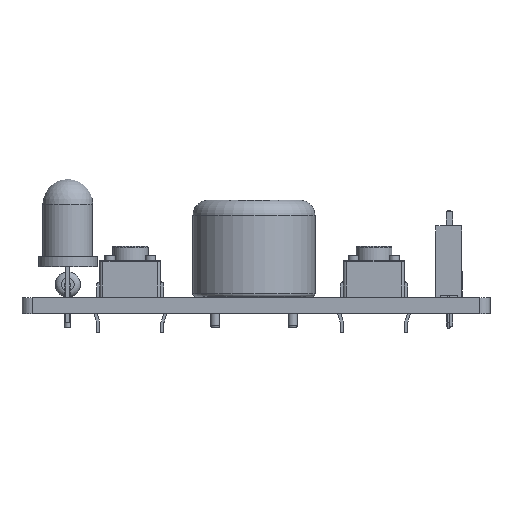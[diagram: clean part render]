
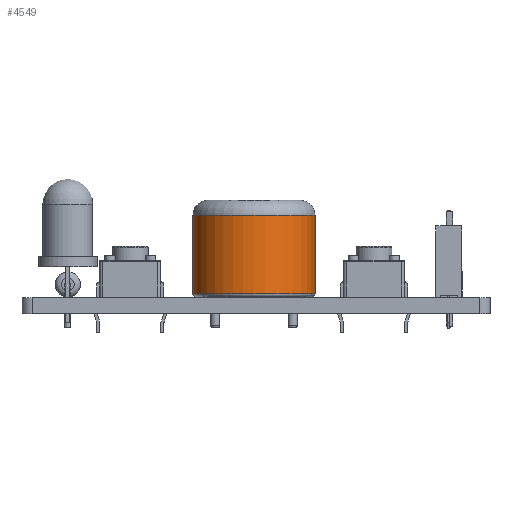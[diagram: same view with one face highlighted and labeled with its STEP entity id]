
A CAD part, left-side view. The second image highlights one B-rep face of the part: STEP entity #4549.
In plain terms, the highlighted cylindrical face has radius 6 mm (diameter 12 mm), a full revolution.
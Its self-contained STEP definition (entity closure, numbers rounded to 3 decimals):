
#4549 = ADVANCED_FACE('',(#4550),#4577,.T.);
#4550 = FACE_BOUND('',#4551,.T.);
#4551 = EDGE_LOOP('',(#4552,#4561,#4569,#4576));
#4552 = ORIENTED_EDGE('',*,*,#4553,.T.);
#4553 = EDGE_CURVE('',#4554,#4554,#4556,.T.);
#4554 = VERTEX_POINT('',#4555);
#4555 = CARTESIAN_POINT('',(9.8,0.,0.33));
#4556 = CIRCLE('',#4557,6.);
#4557 = AXIS2_PLACEMENT_3D('',#4558,#4559,#4560);
#4558 = CARTESIAN_POINT('',(3.8,0.,0.33));
#4559 = DIRECTION('',(0.,0.,1.));
#4560 = DIRECTION('',(1.,0.,0.));
#4561 = ORIENTED_EDGE('',*,*,#4562,.T.);
#4562 = EDGE_CURVE('',#4554,#4563,#4565,.T.);
#4563 = VERTEX_POINT('',#4564);
#4564 = CARTESIAN_POINT('',(9.8,0.,8.049));
#4565 = LINE('',#4566,#4567);
#4566 = CARTESIAN_POINT('',(9.8,0.,0.03));
#4567 = VECTOR('',#4568,1.);
#4568 = DIRECTION('',(0.,0.,1.));
#4569 = ORIENTED_EDGE('',*,*,#4570,.F.);
#4570 = EDGE_CURVE('',#4563,#4563,#4571,.T.);
#4571 = CIRCLE('',#4572,6.);
#4572 = AXIS2_PLACEMENT_3D('',#4573,#4574,#4575);
#4573 = CARTESIAN_POINT('',(3.8,0.,8.049));
#4574 = DIRECTION('',(0.,0.,1.));
#4575 = DIRECTION('',(1.,0.,0.));
#4576 = ORIENTED_EDGE('',*,*,#4562,.F.);
#4577 = CYLINDRICAL_SURFACE('',#4578,6.);
#4578 = AXIS2_PLACEMENT_3D('',#4579,#4580,#4581);
#4579 = CARTESIAN_POINT('',(3.8,0.,0.03));
#4580 = DIRECTION('',(-0.,-0.,-1.));
#4581 = DIRECTION('',(1.,0.,0.));
